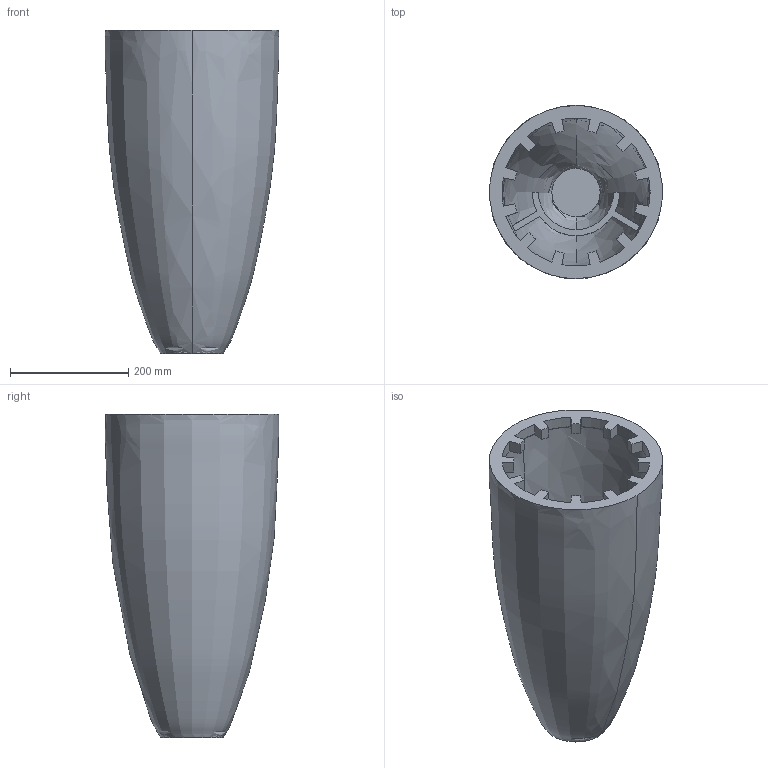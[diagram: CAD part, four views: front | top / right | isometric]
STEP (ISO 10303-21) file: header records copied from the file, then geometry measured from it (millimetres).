
FILE_DESCRIPTION (( 'STEP AP203' ), '1' );
FILE_NAME ('Stern_Hull_Cap_Default_sldprt.STEP', '2020-08-14T00:48:01', ( '' ), ( '' ), 'SwSTEP 2.0', 'SolidWorks 2017', '' );
FILE_SCHEMA (( 'CONFIG_CONTROL_DESIGN' ));
Length unit declared in the file: millimetre
Products named in the file (1): Stern_Hull_Cap_Default_sldprt
Bounding box: 293.1 x 292.48 x 546 mm (x, y, z)
Volume: 9459440.7 mm3; surface area: 853278.3 mm2
Topology: 1 solids, 1 shells, 69 faces, 195 edges, 130 vertices
Faces by surface type: plane 36, cylinder 29, bspline 4
Entity records: 3790 total; most frequent: CARTESIAN_POINT 1925, ORIENTED_EDGE 390, DIRECTION 365, EDGE_CURVE 195, VERTEX_POINT 130, AXIS2_PLACEMENT_3D 124, LINE 117, VECTOR 117
